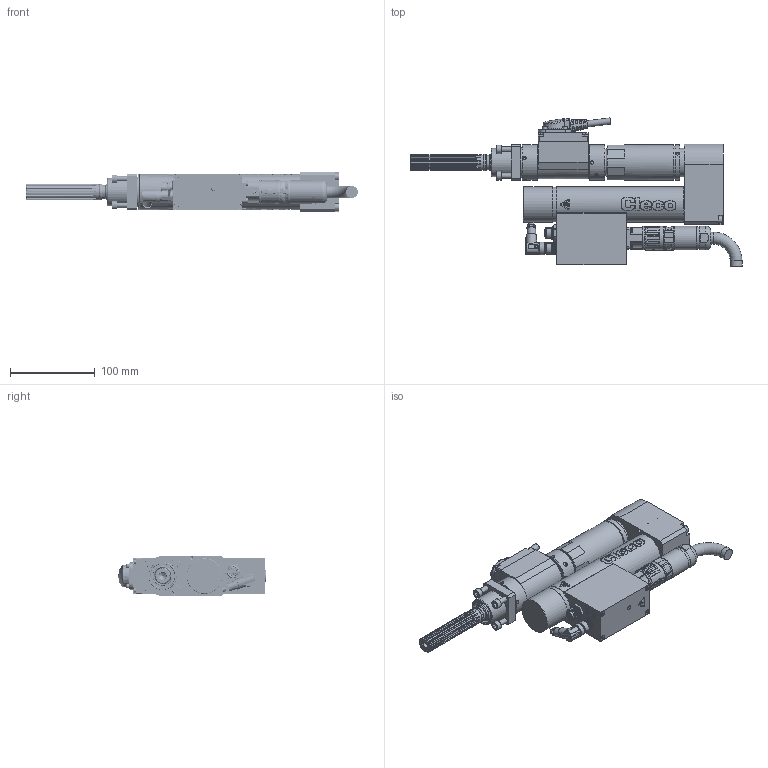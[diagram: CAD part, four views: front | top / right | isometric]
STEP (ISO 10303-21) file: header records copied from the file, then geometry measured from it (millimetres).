
FILE_DESCRIPTION(/* description */ (''),/* implementation_level */ '2;1');
FILE_NAME(/* name */ '1BDU35T1S-A_IAM_001.iam.step',/* time_stamp */ '2021-07-20T07:26:20+02:00',/* author */ ('cideon'),/* organization */ (''),/* preprocessor_version */ 'ST-DEVELOPER v17.2',/* originating_system */ 'Autodesk Inventor 2019',/* authorisation */ '');
FILE_SCHEMA (('AUTOMOTIVE_DESIGN { 1 0 10303 214 3 1 1 }'));
Products named in the file (1): Bauteil10
Bounding box: 391.97 x 174.81 x 48 mm (x, y, z)
Volume: 834410.5 mm3; surface area: 217484.9 mm2
Topology: 4 solids, 4 shells, 5288 faces, 14679 edges, 9640 vertices
Faces by surface type: plane 3293, cylinder 1166, bspline 321, cone 310, torus 185, sphere 13
Full cylindrical faces by diameter (mm): 0.434 x2, 0.502 x4, 0.6 x16, 0.7 x6, 0.9 x8, 1.3 x2, 1.5 x2, 1.6 x1, 1.83 x2, 2 x2, 2.1 x2, 2.5 x2, 3 x4, 3.2 x2, 3.3 x4, 3.5 x8, 4 x15, 4.02 x2, 4.2 x2, 4.3 x4, 4.5 x4, 5 x15, 5.1 x1, 5.5 x8, 5.9 x1, 6 x9, 6.3 x1, 7.2 x4, 7.3 x1, 8 x2
Entity records: 220051 total; most frequent: CARTESIAN_POINT 82263, ORIENTED_EDGE 29324, DIRECTION 26838, EDGE_CURVE 14662, VERTEX_POINT 9640, AXIS2_PLACEMENT_3D 9349, LINE 8140, VECTOR 8140
